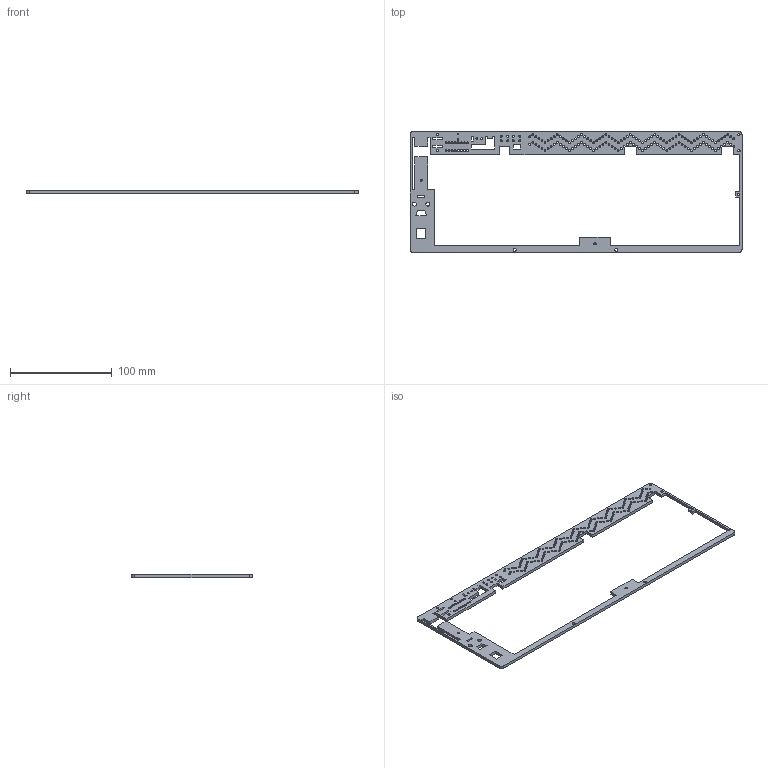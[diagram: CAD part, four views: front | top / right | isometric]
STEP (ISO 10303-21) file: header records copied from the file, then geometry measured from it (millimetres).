
FILE_DESCRIPTION(/* description */ (''),/* implementation_level */ '2;1');
FILE_NAME(/* name */ 'stacked_acrylic MK1 v17.step',/* time_stamp */ '2021-10-31T12:25:57-07:00',/* author */ (''),/* organization */ (''),/* preprocessor_version */ 'ST-DEVELOPER v18.1',/* originating_system */ 'Autodesk Translation Framework v10.10.0.1391',/* authorisation */ '');
FILE_SCHEMA (('AUTOMOTIVE_DESIGN { 1 0 10303 214 3 1 1 }'));
Length unit declared in the file: millimetre
Products named in the file (1): stacked_acrylic MK1
Bounding box: 327 x 119.12 x 3 mm (x, y, z)
Volume: 31406.8 mm3; surface area: 30557.5 mm2
Topology: 1 solids, 1 shells, 259 faces, 771 edges, 514 vertices
Faces by surface type: cylinder 179, plane 80
Full cylindrical faces by diameter (mm): 1.8 x2, 1.813 x2, 1.9 x148, 2 x8, 2.2 x7, 3.05 x2, 3.9 x2
Entity records: 9605 total; most frequent: DIRECTION 1649, CARTESIAN_POINT 1545, ORIENTED_EDGE 1542, EDGE_CURVE 771, EDGE_LOOP 619, AXIS2_PLACEMENT_3D 618, VERTEX_POINT 514, LINE 413
